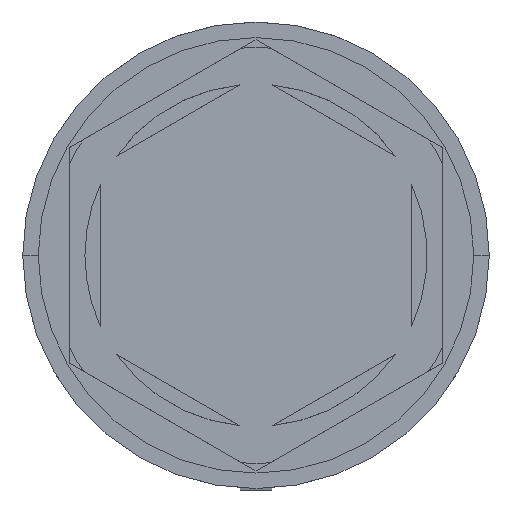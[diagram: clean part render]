
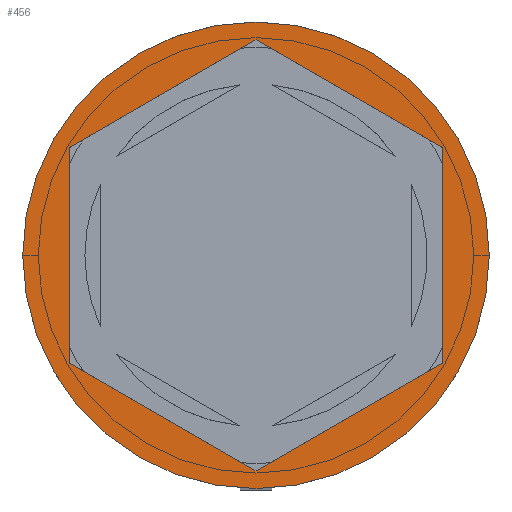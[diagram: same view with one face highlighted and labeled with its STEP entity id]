
A CAD part, top view. The second image highlights one B-rep face of the part: STEP entity #456.
In plain terms, the highlighted planar face has unit normal (0, 0, 1).
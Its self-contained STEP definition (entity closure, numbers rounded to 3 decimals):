
#12 = DIRECTION ( 'NONE',  ( 0.866, -0.5, 0. ) ) ;
#74 = LINE ( 'NONE', #1998, #868 ) ;
#230 = LINE ( 'NONE', #243, #1521 ) ;
#243 = CARTESIAN_POINT ( 'NONE',  ( 0., -6.928, 0. ) ) ;
#289 = AXIS2_PLACEMENT_3D ( 'NONE', #2434, #1471, #303 ) ;
#290 = DIRECTION ( 'NONE',  ( -0.866, -0.5, 0. ) ) ;
#303 = DIRECTION ( 'NONE',  ( 1., 0., 0. ) ) ;
#320 = ORIENTED_EDGE ( 'NONE', *, *, #1497, .F. ) ;
#358 = VECTOR ( 'NONE', #1087, 1000. ) ;
#393 = CARTESIAN_POINT ( 'NONE',  ( -6., 3.464, 0. ) ) ;
#434 = VERTEX_POINT ( 'NONE', #1573 ) ;
#443 = CARTESIAN_POINT ( 'NONE',  ( 6., 3.464, 0. ) ) ;
#452 = EDGE_CURVE ( 'NONE', #1982, #687, #2009, .T. ) ;
#456 = ADVANCED_FACE ( 'NONE', ( #1136, #1912 ), #938, .T. ) ;
#459 = EDGE_LOOP ( 'NONE', ( #2450, #2308, #1665, #1699, #933, #320 ) ) ;
#461 = VERTEX_POINT ( 'NONE', #2216 ) ;
#474 = CARTESIAN_POINT ( 'NONE',  ( 0., -6.928, 0. ) ) ;
#510 = EDGE_CURVE ( 'NONE', #1887, #1530, #230, .T. ) ;
#646 = CARTESIAN_POINT ( 'NONE',  ( 6., -3.464, 0. ) ) ;
#687 = VERTEX_POINT ( 'NONE', #1836 ) ;
#711 = CARTESIAN_POINT ( 'NONE',  ( 6., -3.464, 0. ) ) ;
#744 = CARTESIAN_POINT ( 'NONE',  ( 0., 0., 0. ) ) ;
#809 = CARTESIAN_POINT ( 'NONE',  ( -6., -3.464, 0. ) ) ;
#841 = EDGE_LOOP ( 'NONE', ( #2197, #1781 ) ) ;
#868 = VECTOR ( 'NONE', #290, 1000. ) ;
#887 = EDGE_CURVE ( 'NONE', #1530, #461, #1270, .T. ) ;
#933 = ORIENTED_EDGE ( 'NONE', *, *, #1779, .F. ) ;
#938 = PLANE ( 'NONE',  #2093 ) ;
#945 = LINE ( 'NONE', #443, #1072 ) ;
#999 = CARTESIAN_POINT ( 'NONE',  ( -6., 3.464, 0. ) ) ;
#1058 = DIRECTION ( 'NONE',  ( 1., 0., 0. ) ) ;
#1072 = VECTOR ( 'NONE', #1969, 1000. ) ;
#1087 = DIRECTION ( 'NONE',  ( 0., 1., 0. ) ) ;
#1136 = FACE_BOUND ( 'NONE', #459, .T. ) ;
#1160 = VECTOR ( 'NONE', #1372, 1000. ) ;
#1182 = DIRECTION ( 'NONE',  ( 0.866, 0.5, 0. ) ) ;
#1191 = EDGE_CURVE ( 'NONE', #687, #1982, #2205, .T. ) ;
#1192 = DIRECTION ( 'NONE',  ( 0., 0., 1. ) ) ;
#1210 = LINE ( 'NONE', #809, #1803 ) ;
#1270 = LINE ( 'NONE', #711, #358 ) ;
#1372 = DIRECTION ( 'NONE',  ( 0., -1., 0. ) ) ;
#1471 = DIRECTION ( 'NONE',  ( 0., 0., 1. ) ) ;
#1497 = EDGE_CURVE ( 'NONE', #1675, #2163, #74, .T. ) ;
#1521 = VECTOR ( 'NONE', #1182, 1000. ) ;
#1530 = VERTEX_POINT ( 'NONE', #646 ) ;
#1547 = CARTESIAN_POINT ( 'NONE',  ( 0., 0., 0. ) ) ;
#1573 = CARTESIAN_POINT ( 'NONE',  ( -6., -3.464, 0. ) ) ;
#1665 = ORIENTED_EDGE ( 'NONE', *, *, #510, .F. ) ;
#1675 = VERTEX_POINT ( 'NONE', #2492 ) ;
#1699 = ORIENTED_EDGE ( 'NONE', *, *, #1829, .F. ) ;
#1747 = EDGE_CURVE ( 'NONE', #461, #1675, #945, .T. ) ;
#1779 = EDGE_CURVE ( 'NONE', #2163, #434, #2162, .T. ) ;
#1781 = ORIENTED_EDGE ( 'NONE', *, *, #452, .T. ) ;
#1798 = CARTESIAN_POINT ( 'NONE',  ( -7.5, 0., 0. ) ) ;
#1803 = VECTOR ( 'NONE', #12, 1000. ) ;
#1829 = EDGE_CURVE ( 'NONE', #434, #1887, #1210, .T. ) ;
#1836 = CARTESIAN_POINT ( 'NONE',  ( 7.5, 0., 0. ) ) ;
#1887 = VERTEX_POINT ( 'NONE', #474 ) ;
#1912 = FACE_OUTER_BOUND ( 'NONE', #841, .T. ) ;
#1931 = AXIS2_PLACEMENT_3D ( 'NONE', #744, #2288, #2108 ) ;
#1969 = DIRECTION ( 'NONE',  ( -0.866, 0.5, 0. ) ) ;
#1982 = VERTEX_POINT ( 'NONE', #1798 ) ;
#1998 = CARTESIAN_POINT ( 'NONE',  ( 0., 6.928, 0. ) ) ;
#2009 = CIRCLE ( 'NONE', #1931, 7.5 ) ;
#2093 = AXIS2_PLACEMENT_3D ( 'NONE', #1547, #1192, #1058 ) ;
#2108 = DIRECTION ( 'NONE',  ( 1., 0., 0. ) ) ;
#2162 = LINE ( 'NONE', #393, #1160 ) ;
#2163 = VERTEX_POINT ( 'NONE', #999 ) ;
#2197 = ORIENTED_EDGE ( 'NONE', *, *, #1191, .T. ) ;
#2205 = CIRCLE ( 'NONE', #289, 7.5 ) ;
#2216 = CARTESIAN_POINT ( 'NONE',  ( 6., 3.464, 0. ) ) ;
#2288 = DIRECTION ( 'NONE',  ( 0., 0., 1. ) ) ;
#2308 = ORIENTED_EDGE ( 'NONE', *, *, #887, .F. ) ;
#2434 = CARTESIAN_POINT ( 'NONE',  ( 0., 0., 0. ) ) ;
#2450 = ORIENTED_EDGE ( 'NONE', *, *, #1747, .F. ) ;
#2492 = CARTESIAN_POINT ( 'NONE',  ( 0., 6.928, 0. ) ) ;
